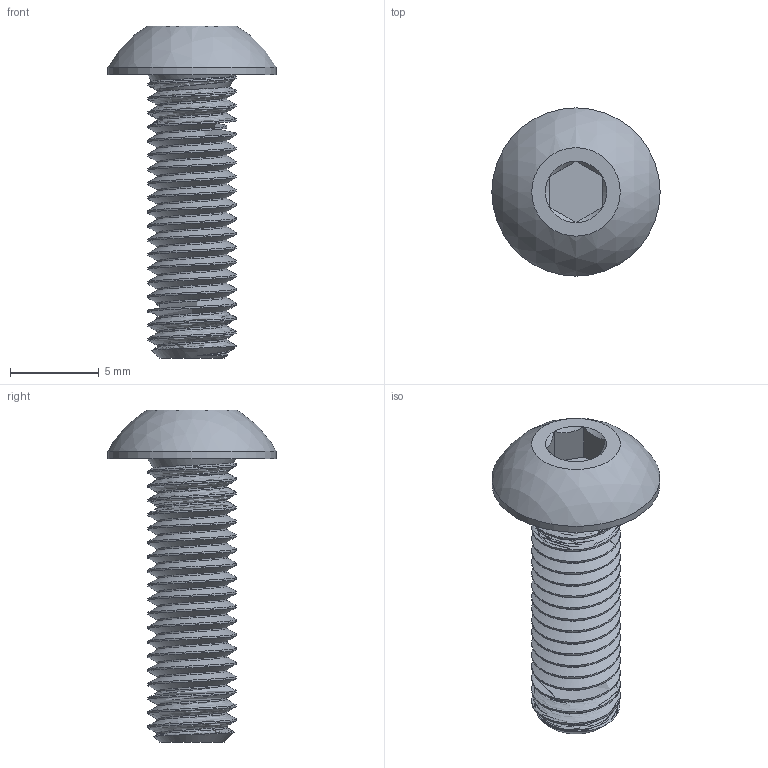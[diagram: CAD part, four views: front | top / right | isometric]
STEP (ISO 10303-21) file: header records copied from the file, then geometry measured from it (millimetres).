
FILE_DESCRIPTION(/* description */ ('STEP AP203'),/* implementation_level */ '2;1');
FILE_NAME(/* name */ '91239A232_M5-16mm-Button Head Hex Drive Screw.step',/* time_stamp */ '2026-02-23T17:20:36-05:00',/* author */ (''),/* organization */ (''),/* preprocessor_version */ 'ST-DEVELOPER v20.1',/* originating_system */ 'Autodesk Translation Framework v14.24.0.0',/* authorisation */ '');
FILE_SCHEMA (('AUTOMOTIVE_DESIGN { 1 0 10303 214 3 1 1 }'));
Length unit declared in the file: millimetre
Products named in the file (1): 2026-01-24-08-15-51-795
Bounding box: 9.5 x 9.5 x 18.75 mm (x, y, z)
Volume: 379.1 mm3; surface area: 581.4 mm2
Topology: 1 solids, 1 shells, 63 faces, 161 edges, 103 vertices
Faces by surface type: cylinder 40, cone 10, plane 10, bspline 2, sphere 1
Full cylindrical faces by diameter (mm): 3.961 x17, 5 x18, 9.5 x1
Entity records: 5118 total; most frequent: CARTESIAN_POINT 3782, ORIENTED_EDGE 322, DIRECTION 209, EDGE_CURVE 161, VERTEX_POINT 103, AXIS2_PLACEMENT_3D 78, EDGE_LOOP 66, FACE_OUTER_BOUND 63
